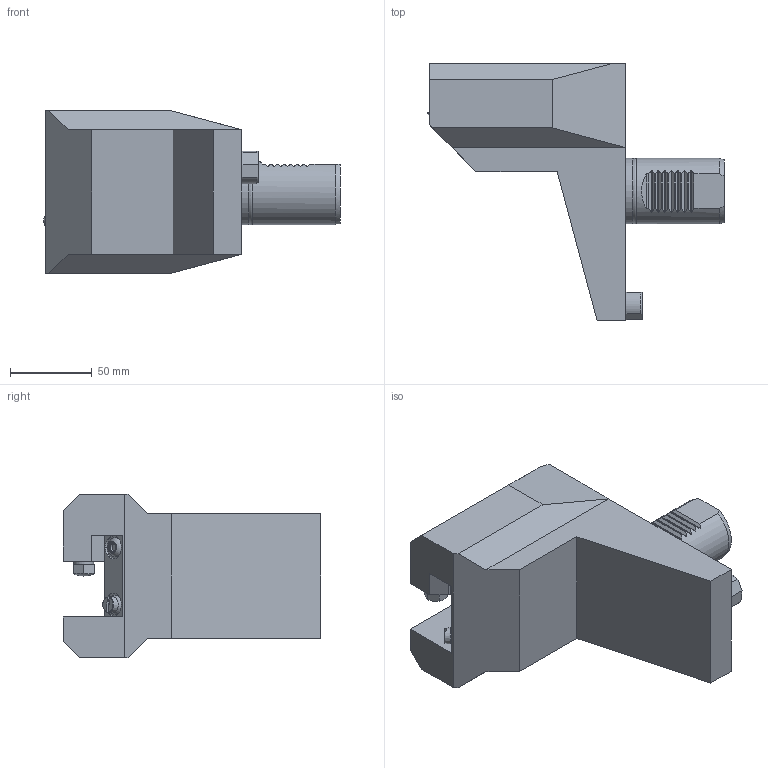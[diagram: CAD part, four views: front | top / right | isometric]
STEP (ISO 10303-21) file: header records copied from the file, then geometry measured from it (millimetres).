
FILE_DESCRIPTION(/* description */ ('8 214 45 011.01'),/* implementation_level */ '2;1');
FILE_NAME(/* name */ '8 214 45 011.01',/* time_stamp */ '2022-02-14T13:43:54+01:00',/* author */ ('heimatec GmbH'),/* organization */ (''),/* preprocessor_version */ 'ST-DEVELOPER v16.7',/* originating_system */ 'Solid Edge',/* authorisation */ 'Unknown');
FILE_SCHEMA (('AUTOMOTIVE_DESIGN {1 0 10303 214 3 1 1}'));
Length unit declared in the file: millimetre
Products named in the file (1): Part14
Bounding box: 180.97 x 157 x 100 mm (x, y, z)
Volume: 839730.6 mm3; surface area: 77651.6 mm2
Topology: 1 solids, 2 shells, 261 faces, 681 edges, 455 vertices
Faces by surface type: plane 198, cylinder 47, cone 6, sphere 5, torus 3, bspline 2
Full cylindrical faces by diameter (mm): 0.425 x1, 0.51 x1, 4.917 x1, 12 x4, 14 x2, 39 x2, 40 x2
Entity records: 7988 total; most frequent: CARTESIAN_POINT 1660, ORIENTED_EDGE 1276, DIRECTION 1276, EDGE_CURVE 638, LINE 464, VECTOR 464, VERTEX_POINT 436, AXIS2_PLACEMENT_3D 406
